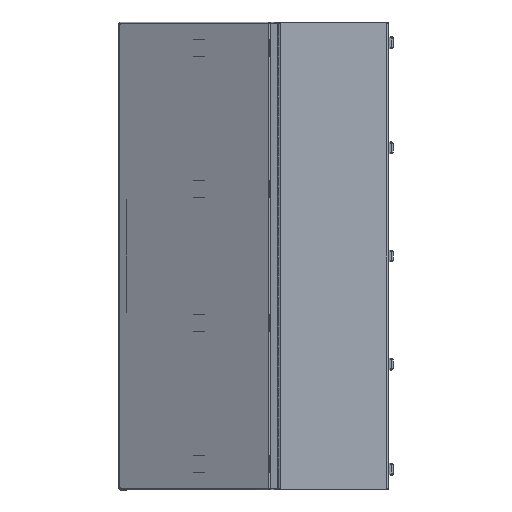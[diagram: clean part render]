
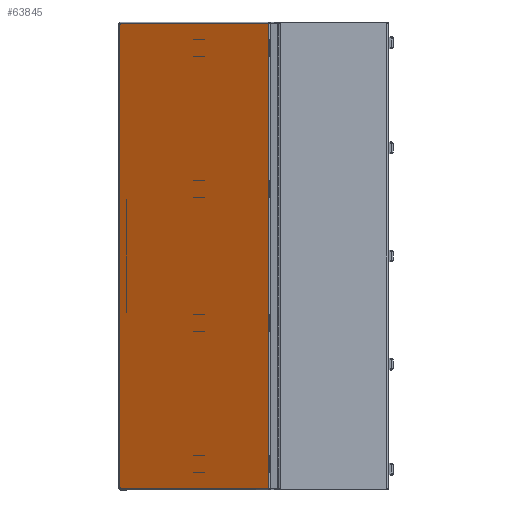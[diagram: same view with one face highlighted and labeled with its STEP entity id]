
A CAD part, left-side view. The second image highlights one B-rep face of the part: STEP entity #63845.
In plain terms, the highlighted face is planar.
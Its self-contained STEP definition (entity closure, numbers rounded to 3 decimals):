
#783 = LINE ( 'NONE', #11036, #26570 ) ;
#2881 = CARTESIAN_POINT ( 'NONE',  ( 6., 0., -572.5 ) ) ;
#4727 = CARTESIAN_POINT ( 'NONE',  ( 7.5, 0., -574. ) ) ;
#5079 = ORIENTED_EDGE ( 'NONE', *, *, #9481, .T. ) ;
#5408 = FACE_OUTER_BOUND ( 'NONE', #19894, .T. ) ;
#5868 = CARTESIAN_POINT ( 'NONE',  ( 1576.293, 0., -574. ) ) ;
#5908 = ORIENTED_EDGE ( 'NONE', *, *, #54841, .T. ) ;
#6799 = CARTESIAN_POINT ( 'NONE',  ( 6., 0., -6. ) ) ;
#7856 = EDGE_CURVE ( 'NONE', #48137, #40371, #25154, .T. ) ;
#9481 = EDGE_CURVE ( 'NONE', #48137, #53229, #33994, .T. ) ;
#11036 = CARTESIAN_POINT ( 'NONE',  ( 3.707, 0., -6. ) ) ;
#11711 = DIRECTION ( 'NONE',  ( -1., 0., 0. ) ) ;
#11778 = CARTESIAN_POINT ( 'NONE',  ( 1574., 0., -574. ) ) ;
#15267 = VERTEX_POINT ( 'NONE', #2881 ) ;
#15373 = VERTEX_POINT ( 'NONE', #32114 ) ;
#15863 = VERTEX_POINT ( 'NONE', #53258 ) ;
#16190 = VERTEX_POINT ( 'NONE', #29689 ) ;
#16197 = CARTESIAN_POINT ( 'NONE',  ( 1574., 0., -572.5 ) ) ;
#16921 = DIRECTION ( 'NONE',  ( 0., 1., 0. ) ) ;
#19687 = CARTESIAN_POINT ( 'NONE',  ( 1574., 0., -3.707 ) ) ;
#19894 = EDGE_LOOP ( 'NONE', ( #46950, #5908, #30555, #5079, #40160, #56116, #24019, #59892 ) ) ;
#22217 = DIRECTION ( 'NONE',  ( 0., -1., 0. ) ) ;
#22939 = AXIS2_PLACEMENT_3D ( 'NONE', #60384, #44267, #66560 ) ;
#23986 = DIRECTION ( 'NONE',  ( 0., 0., 1. ) ) ;
#24019 = ORIENTED_EDGE ( 'NONE', *, *, #29430, .F. ) ;
#25151 = DIRECTION ( 'NONE',  ( 0., 1., 0. ) ) ;
#25154 = CIRCLE ( 'NONE', #61396, 1.5 ) ;
#26570 = VECTOR ( 'NONE', #33332, 1000. ) ;
#28576 = AXIS2_PLACEMENT_3D ( 'NONE', #6799, #57245, #35994 ) ;
#29430 = EDGE_CURVE ( 'NONE', #15863, #16190, #70662, .T. ) ;
#29689 = CARTESIAN_POINT ( 'NONE',  ( 6., 0., -7.5 ) ) ;
#30555 = ORIENTED_EDGE ( 'NONE', *, *, #7856, .F. ) ;
#32114 = CARTESIAN_POINT ( 'NONE',  ( 1572.5, 0., -6. ) ) ;
#32458 = AXIS2_PLACEMENT_3D ( 'NONE', #72300, #22217, #44518 ) ;
#33332 = DIRECTION ( 'NONE',  ( 1., 0., 0. ) ) ;
#33994 = LINE ( 'NONE', #5868, #52018 ) ;
#35144 = DIRECTION ( 'NONE',  ( 0., 0., 1. ) ) ;
#35765 = CARTESIAN_POINT ( 'NONE',  ( 1574., 0., -6. ) ) ;
#35815 = CARTESIAN_POINT ( 'NONE',  ( 1574., 0., -7.5 ) ) ;
#35994 = DIRECTION ( 'NONE',  ( 0., 0., 1. ) ) ;
#36984 = EDGE_CURVE ( 'NONE', #15267, #53229, #52087, .T. ) ;
#39451 = CIRCLE ( 'NONE', #72122, 1.5 ) ;
#40160 = ORIENTED_EDGE ( 'NONE', *, *, #36984, .F. ) ;
#40371 = VERTEX_POINT ( 'NONE', #16197 ) ;
#44267 = DIRECTION ( 'NONE',  ( 0., 1., 0. ) ) ;
#44518 = DIRECTION ( 'NONE',  ( 0., 0., -1. ) ) ;
#45932 = LINE ( 'NONE', #68220, #50451 ) ;
#46950 = ORIENTED_EDGE ( 'NONE', *, *, #61736, .F. ) ;
#48137 = VERTEX_POINT ( 'NONE', #68140 ) ;
#48190 = DIRECTION ( 'NONE',  ( 0., 0., -1. ) ) ;
#50020 = PLANE ( 'NONE',  #32458 ) ;
#50451 = VECTOR ( 'NONE', #23986, 1000. ) ;
#51198 = VECTOR ( 'NONE', #48190, 1000. ) ;
#52018 = VECTOR ( 'NONE', #11711, 1000. ) ;
#52087 = CIRCLE ( 'NONE', #22939, 1.5 ) ;
#52939 = DIRECTION ( 'NONE',  ( 0., 0., 1. ) ) ;
#53229 = VERTEX_POINT ( 'NONE', #4727 ) ;
#53258 = CARTESIAN_POINT ( 'NONE',  ( 7.5, 0., -6. ) ) ;
#54841 = EDGE_CURVE ( 'NONE', #58474, #40371, #69769, .T. ) ;
#56116 = ORIENTED_EDGE ( 'NONE', *, *, #61036, .T. ) ;
#57245 = DIRECTION ( 'NONE',  ( 0., 1., 0. ) ) ;
#58474 = VERTEX_POINT ( 'NONE', #35815 ) ;
#59892 = ORIENTED_EDGE ( 'NONE', *, *, #63025, .T. ) ;
#60384 = CARTESIAN_POINT ( 'NONE',  ( 6., 0., -574. ) ) ;
#61036 = EDGE_CURVE ( 'NONE', #15267, #16190, #45932, .T. ) ;
#61396 = AXIS2_PLACEMENT_3D ( 'NONE', #11778, #16921, #35144 ) ;
#61736 = EDGE_CURVE ( 'NONE', #58474, #15373, #39451, .T. ) ;
#63025 = EDGE_CURVE ( 'NONE', #15863, #15373, #783, .T. ) ;
#63845 = ADVANCED_FACE ( 'NONE', ( #5408 ), #50020, .F. ) ;
#66560 = DIRECTION ( 'NONE',  ( 0., 0., 1. ) ) ;
#68140 = CARTESIAN_POINT ( 'NONE',  ( 1572.5, 0., -574. ) ) ;
#68220 = CARTESIAN_POINT ( 'NONE',  ( 6., 0., -576.293 ) ) ;
#69769 = LINE ( 'NONE', #19687, #51198 ) ;
#70662 = CIRCLE ( 'NONE', #28576, 1.5 ) ;
#72122 = AXIS2_PLACEMENT_3D ( 'NONE', #35765, #25151, #52939 ) ;
#72300 = CARTESIAN_POINT ( 'NONE',  ( 0., 0., 0. ) ) ;
